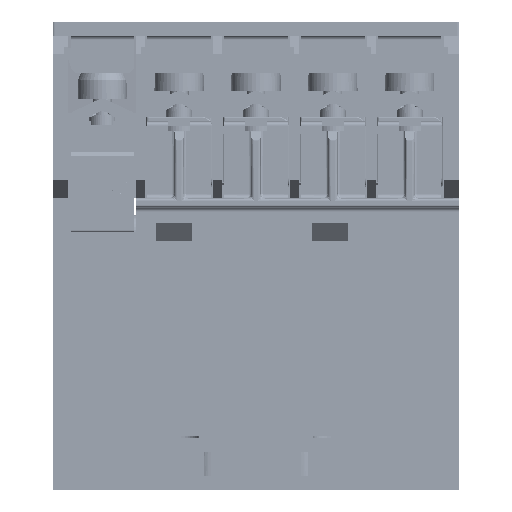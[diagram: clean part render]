
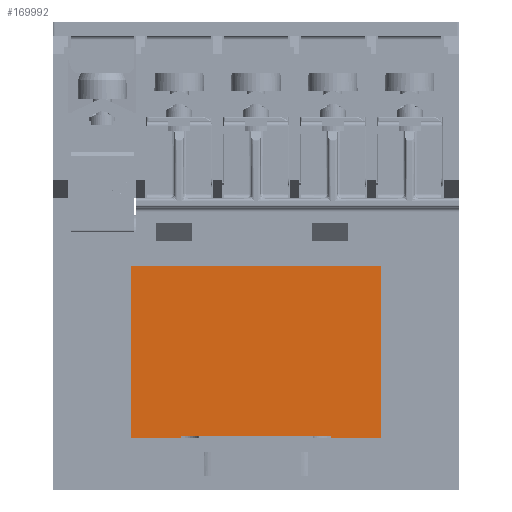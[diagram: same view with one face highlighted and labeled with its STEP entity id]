
A CAD part, front view. The second image highlights one B-rep face of the part: STEP entity #169992.
In plain terms, the highlighted planar face has unit normal (0, -1, 0).
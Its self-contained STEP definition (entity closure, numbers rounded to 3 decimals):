
#154536=CARTESIAN_POINT('',(-13.875,-22.175,6.75));
#154537=VERTEX_POINT('',#154536);
#154544=CARTESIAN_POINT('',(13.875,-22.175,6.75));
#154545=VERTEX_POINT('',#154544);
#154546=CARTESIAN_POINT('',(-13.875,-22.175,6.75));
#154547=DIRECTION('',(1.0,0.0,0.0));
#154548=VECTOR('',#154547,27.75);
#154549=LINE('',#154546,#154548);
#154550=EDGE_CURVE('',#154537,#154545,#154549,.T.);
#156817=CARTESIAN_POINT('',(13.875,-22.175,-12.25));
#156818=VERTEX_POINT('',#156817);
#156827=CARTESIAN_POINT('',(13.875,-22.175,-12.25));
#156828=DIRECTION('',(0.0,0.0,1.0));
#156829=VECTOR('',#156828,19.0);
#156830=LINE('',#156827,#156829);
#156831=EDGE_CURVE('',#156818,#154545,#156830,.T.);
#156843=CARTESIAN_POINT('',(-13.875,-22.175,-12.25));
#156844=VERTEX_POINT('',#156843);
#156851=CARTESIAN_POINT('',(-13.875,-22.175,6.75));
#156852=DIRECTION('',(0.0,0.0,-1.0));
#156853=VECTOR('',#156852,19.);
#156854=LINE('',#156851,#156853);
#156855=EDGE_CURVE('',#154537,#156844,#156854,.T.);
#160929=CARTESIAN_POINT('',(-8.25,-22.175,-12.25));
#160930=VERTEX_POINT('',#160929);
#160938=CARTESIAN_POINT('',(-13.875,-22.175,-12.25));
#160939=DIRECTION('',(1.0,0.0,0.0));
#160940=VECTOR('',#160939,5.625);
#160941=LINE('',#160938,#160940);
#160942=EDGE_CURVE('',#156844,#160930,#160941,.T.);
#160998=CARTESIAN_POINT('',(8.25,-22.175,-12.));
#160999=VERTEX_POINT('',#160998);
#161007=CARTESIAN_POINT('',(-8.25,-22.175,-12.));
#161008=VERTEX_POINT('',#161007);
#161009=CARTESIAN_POINT('',(-8.25,-22.175,-12.));
#161010=DIRECTION('',(1.0,0.0,0.0));
#161011=VECTOR('',#161010,16.5);
#161012=LINE('',#161009,#161011);
#161013=EDGE_CURVE('',#161008,#160999,#161012,.T.);
#169918=CARTESIAN_POINT('',(8.25,-22.175,-12.25));
#169919=VERTEX_POINT('',#169918);
#169934=CARTESIAN_POINT('',(8.25,-22.175,-12.25));
#169935=DIRECTION('',(1.0,0.0,0.0));
#169936=VECTOR('',#169935,5.625);
#169937=LINE('',#169934,#169936);
#169938=EDGE_CURVE('',#169919,#156818,#169937,.T.);
#169961=CARTESIAN_POINT('',(8.25,-22.175,-12.25));
#169962=DIRECTION('',(0.0,0.0,1.0));
#169963=VECTOR('',#169962,0.25);
#169964=LINE('',#169961,#169963);
#169965=EDGE_CURVE('',#169919,#160999,#169964,.T.);
#169972=CARTESIAN_POINT('',(0.,-22.175,-3.75));
#169973=DIRECTION('',(0.0,1.0,0.0));
#169974=DIRECTION('',(0.0,0.0,1.0));
#169975=AXIS2_PLACEMENT_3D('',#169972,#169973,#169974);
#169976=PLANE('',#169975);
#169977=CARTESIAN_POINT('',(-8.25,-22.175,-12.));
#169978=DIRECTION('',(0.0,0.0,-1.0));
#169979=VECTOR('',#169978,0.25);
#169980=LINE('',#169977,#169979);
#169981=EDGE_CURVE('',#161008,#160930,#169980,.T.);
#169982=ORIENTED_EDGE('',*,*,#169981,.F.);
#169983=ORIENTED_EDGE('',*,*,#161013,.T.);
#169984=ORIENTED_EDGE('',*,*,#169965,.F.);
#169985=ORIENTED_EDGE('',*,*,#169938,.T.);
#169986=ORIENTED_EDGE('',*,*,#156831,.T.);
#169987=ORIENTED_EDGE('',*,*,#154550,.F.);
#169988=ORIENTED_EDGE('',*,*,#156855,.T.);
#169989=ORIENTED_EDGE('',*,*,#160942,.T.);
#169990=EDGE_LOOP('',(#169982,#169983,#169984,#169985,#169986,#169987,#169988,#169989));
#169991=FACE_OUTER_BOUND('',#169990,.T.);
#169992=ADVANCED_FACE('',(#169991),#169976,.F.);
